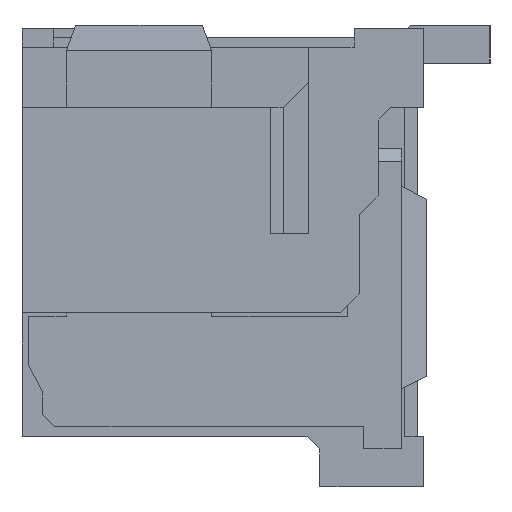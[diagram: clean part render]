
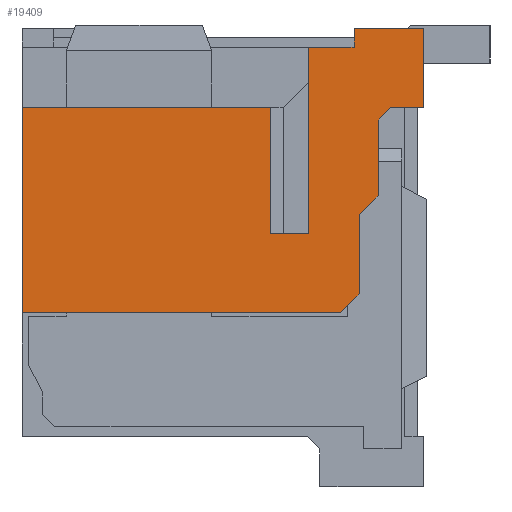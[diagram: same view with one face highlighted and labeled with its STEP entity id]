
A CAD part, left-side view. The second image highlights one B-rep face of the part: STEP entity #19409.
In plain terms, the highlighted planar face has unit normal (-1, 0, 0).
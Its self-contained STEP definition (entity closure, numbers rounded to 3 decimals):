
#4599=DIRECTION('',(0.,1.,0.));
#4600=VECTOR('',#4599,0.6);
#4601=CARTESIAN_POINT('',(-12.65,-1.93,0.82));
#4602=LINE('',#4601,#4600);
#4603=DIRECTION('',(0.,1.,0.));
#4604=VECTOR('',#4603,0.72);
#4605=CARTESIAN_POINT('',(-12.65,-2.65,3.77));
#4606=LINE('',#4605,#4604);
#4607=DIRECTION('',(0.,0.,-1.));
#4608=VECTOR('',#4607,0.3);
#4609=CARTESIAN_POINT('',(-12.65,-2.65,4.07));
#4610=LINE('',#4609,#4608);
#4611=DIRECTION('',(0.,1.,0.));
#4612=VECTOR('',#4611,1.1);
#4613=CARTESIAN_POINT('',(-12.65,-3.75,4.07));
#4614=LINE('',#4613,#4612);
#4615=DIRECTION('',(0.,0.,1.));
#4616=VECTOR('',#4615,1.25);
#4617=CARTESIAN_POINT('',(-12.65,-3.75,2.82));
#4618=LINE('',#4617,#4616);
#4619=DIRECTION('',(0.,1.,0.));
#4620=VECTOR('',#4619,0.52);
#4621=CARTESIAN_POINT('',(-12.65,-3.75,2.82));
#4622=LINE('',#4621,#4620);
#4623=DIRECTION('',(0.,0.707,-0.707));
#4624=VECTOR('',#4623,0.283);
#4625=CARTESIAN_POINT('',(-12.65,-3.23,2.82));
#4626=LINE('',#4625,#4624);
#4627=DIRECTION('',(0.,0.,-1.));
#4628=VECTOR('',#4627,1.2);
#4629=CARTESIAN_POINT('',(-12.65,-3.03,2.62));
#4630=LINE('',#4629,#4628);
#4631=DIRECTION('',(0.,0.707,-0.707));
#4632=VECTOR('',#4631,0.424);
#4633=CARTESIAN_POINT('',(-12.65,-3.03,1.42));
#4634=LINE('',#4633,#4632);
#4635=DIRECTION('',(0.,0.,-1.));
#4636=VECTOR('',#4635,1.25);
#4637=CARTESIAN_POINT('',(-12.65,-2.73,1.12));
#4638=LINE('',#4637,#4636);
#4639=DIRECTION('',(0.,0.707,-0.707));
#4640=VECTOR('',#4639,0.424);
#4641=CARTESIAN_POINT('',(-12.65,-2.73,-0.13));
#4642=LINE('',#4641,#4640);
#4643=DIRECTION('',(0.,-1.,0.));
#4644=VECTOR('',#4643,5.03);
#4645=CARTESIAN_POINT('',(-12.65,2.6,-0.43));
#4646=LINE('',#4645,#4644);
#4647=DIRECTION('',(0.,0.,-1.));
#4648=VECTOR('',#4647,3.25);
#4649=CARTESIAN_POINT('',(-12.65,2.6,2.82));
#4650=LINE('',#4649,#4648);
#4651=DIRECTION('',(0.,-1.,0.));
#4652=VECTOR('',#4651,3.93);
#4653=CARTESIAN_POINT('',(-12.65,2.6,2.82));
#4654=LINE('',#4653,#4652);
#4655=DIRECTION('',(0.,0.,1.));
#4656=VECTOR('',#4655,2.);
#4657=CARTESIAN_POINT('',(-12.65,-1.33,0.82));
#4658=LINE('',#4657,#4656);
#4659=DIRECTION('',(0.,0.,-1.));
#4660=VECTOR('',#4659,2.95);
#4661=CARTESIAN_POINT('',(-12.65,-1.93,3.77));
#4662=LINE('',#4661,#4660);
#10811=CARTESIAN_POINT('',(-12.65,-3.75,4.07));
#10812=CARTESIAN_POINT('',(-12.65,-2.65,4.07));
#10813=VERTEX_POINT('',#10811);
#10814=VERTEX_POINT('',#10812);
#10815=CARTESIAN_POINT('',(-12.65,-2.65,3.77));
#10816=VERTEX_POINT('',#10815);
#10821=CARTESIAN_POINT('',(-12.65,-3.75,2.82));
#10822=CARTESIAN_POINT('',(-12.65,-3.23,2.82));
#10823=VERTEX_POINT('',#10821);
#10824=VERTEX_POINT('',#10822);
#10825=CARTESIAN_POINT('',(-12.65,-3.03,2.62));
#10826=VERTEX_POINT('',#10825);
#10827=CARTESIAN_POINT('',(-12.65,-3.03,1.42));
#10828=VERTEX_POINT('',#10827);
#10829=CARTESIAN_POINT('',(-12.65,-2.73,1.12));
#10830=VERTEX_POINT('',#10829);
#10831=CARTESIAN_POINT('',(-12.65,-2.73,-0.13));
#10832=VERTEX_POINT('',#10831);
#10833=CARTESIAN_POINT('',(-12.65,-2.43,-0.43));
#10834=VERTEX_POINT('',#10833);
#10835=CARTESIAN_POINT('',(-12.65,2.6,-0.43));
#10836=VERTEX_POINT('',#10835);
#10847=CARTESIAN_POINT('',(-12.65,-1.93,3.77));
#10849=VERTEX_POINT('',#10847);
#10857=CARTESIAN_POINT('',(-12.65,2.6,2.82));
#10858=VERTEX_POINT('',#10857);
#13055=CARTESIAN_POINT('',(-12.65,-1.93,0.82));
#13056=CARTESIAN_POINT('',(-12.65,-1.33,0.82));
#13057=VERTEX_POINT('',#13055);
#13058=VERTEX_POINT('',#13056);
#13059=CARTESIAN_POINT('',(-12.65,-1.33,2.82));
#13060=VERTEX_POINT('',#13059);
#19380=CARTESIAN_POINT('',(-12.65,0.,0.445));
#19381=DIRECTION('',(-1.,0.,0.));
#19382=DIRECTION('',(0.,0.,1.));
#19383=AXIS2_PLACEMENT_3D('',#19380,#19381,#19382);
#19384=PLANE('',#19383);
#19385=ORIENTED_EDGE('',*,*,#14321,.F.);
#19387=ORIENTED_EDGE('',*,*,#19386,.F.);
#19388=ORIENTED_EDGE('',*,*,#18737,.F.);
#19390=ORIENTED_EDGE('',*,*,#19389,.F.);
#19392=ORIENTED_EDGE('',*,*,#19391,.F.);
#19393=ORIENTED_EDGE('',*,*,#15068,.F.);
#19395=ORIENTED_EDGE('',*,*,#19394,.T.);
#19396=ORIENTED_EDGE('',*,*,#19318,.T.);
#19397=ORIENTED_EDGE('',*,*,#19333,.T.);
#19398=ORIENTED_EDGE('',*,*,#19347,.T.);
#19399=ORIENTED_EDGE('',*,*,#19361,.T.);
#19400=ORIENTED_EDGE('',*,*,#19374,.T.);
#19401=ORIENTED_EDGE('',*,*,#19256,.F.);
#19402=ORIENTED_EDGE('',*,*,#18551,.F.);
#19404=ORIENTED_EDGE('',*,*,#19403,.T.);
#19406=ORIENTED_EDGE('',*,*,#19405,.F.);
#19407=EDGE_LOOP('',(#19385,#19387,#19388,#19390,#19392,#19393,#19395,#19396,
#19397,#19398,#19399,#19400,#19401,#19402,#19404,#19406));
#19408=FACE_OUTER_BOUND('',#19407,.F.);
#19409=ADVANCED_FACE('',(#19408),#19384,.T.);
#14321=EDGE_CURVE('',#13057,#13058,#4602,.T.);
#15068=EDGE_CURVE('',#10823,#10813,#4618,.T.);
#18551=EDGE_CURVE('',#10858,#10836,#4650,.T.);
#18737=EDGE_CURVE('',#10816,#10849,#4606,.T.);
#19256=EDGE_CURVE('',#10836,#10834,#4646,.T.);
#19318=EDGE_CURVE('',#10824,#10826,#4626,.T.);
#19333=EDGE_CURVE('',#10826,#10828,#4630,.T.);
#19347=EDGE_CURVE('',#10828,#10830,#4634,.T.);
#19361=EDGE_CURVE('',#10830,#10832,#4638,.T.);
#19374=EDGE_CURVE('',#10832,#10834,#4642,.T.);
#19386=EDGE_CURVE('',#10849,#13057,#4662,.T.);
#19389=EDGE_CURVE('',#10814,#10816,#4610,.T.);
#19391=EDGE_CURVE('',#10813,#10814,#4614,.T.);
#19394=EDGE_CURVE('',#10823,#10824,#4622,.T.);
#19403=EDGE_CURVE('',#10858,#13060,#4654,.T.);
#19405=EDGE_CURVE('',#13058,#13060,#4658,.T.);
